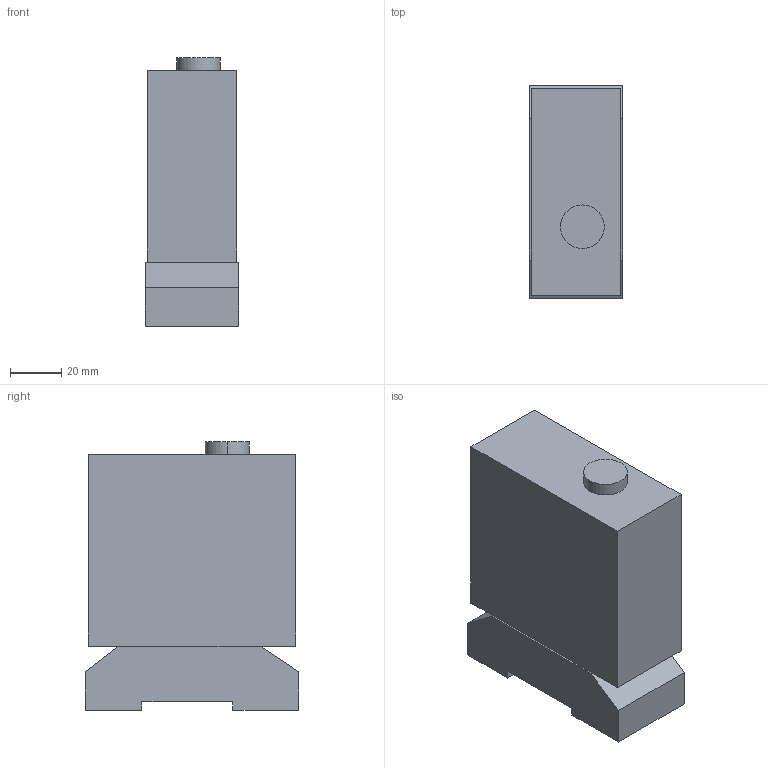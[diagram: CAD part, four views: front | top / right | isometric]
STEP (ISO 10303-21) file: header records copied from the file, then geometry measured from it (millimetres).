
FILE_DESCRIPTION(/* description */ ('VariCAD 2021-1.02 AP-214'),/* implementation_level */ '2;1');
FILE_NAME(/* name */ 'part-80_Timer.stp',/* time_stamp */ '2022-06-12T18:23:08+02:00',/* author */ (''),/* organization */ (''),/* preprocessor_version */ 'VariCAD 2021-1.02',/* originating_system */ 'VariCAD 2021-1.02; kernel version (20180118)',/* authorisation */ '');
FILE_SCHEMA(('AUTOMOTIVE_DESIGN'));
Length unit declared in the file: millimetre
Products named in the file (3): part-80_Timer
Assembly tree (2 placements, depth 2):
  part-80_Timer
    (unnamed)
    (unnamed)
Bounding box: 36.3 x 83 x 104.5 mm (x, y, z)
Volume: 276754 mm3; surface area: 34852.7 mm2
Topology: 2 solids, 2 shells, 25 faces, 60 edges, 40 vertices
Faces by surface type: plane 19, cylinder 6
Entity records: 848 total; most frequent: DIRECTION 136, CARTESIAN_POINT 132, ORIENTED_EDGE 120, EDGE_CURVE 60, LINE 48, VECTOR 48, AXIS2_PLACEMENT_3D 44, VERTEX_POINT 40
